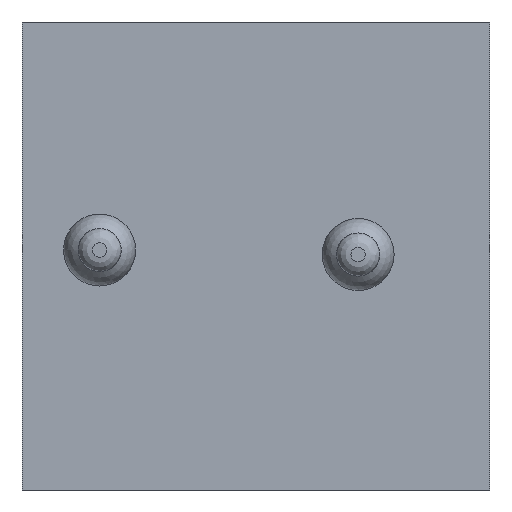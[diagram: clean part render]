
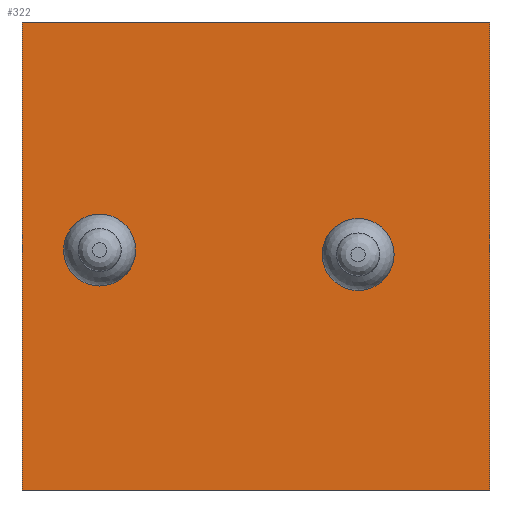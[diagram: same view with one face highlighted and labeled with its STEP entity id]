
A CAD part, front view. The second image highlights one B-rep face of the part: STEP entity #322.
In plain terms, the highlighted planar face has unit normal (0, -1, 0).
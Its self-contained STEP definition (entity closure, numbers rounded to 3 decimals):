
#17=FACE_BOUND('',#107,.T.);
#18=FACE_BOUND('',#108,.T.);
#28=PLANE('',#384);
#37=LINE('',#616,#55);
#42=LINE('',#628,#60);
#45=LINE('',#633,#63);
#46=LINE('',#635,#64);
#55=VECTOR('',#466,10.);
#60=VECTOR('',#479,10.);
#63=VECTOR('',#484,10.);
#64=VECTOR('',#487,10.);
#88=FACE_OUTER_BOUND('',#106,.T.);
#106=EDGE_LOOP('',(#292,#293,#294,#295));
#107=EDGE_LOOP('',(#296));
#108=EDGE_LOOP('',(#297));
#126=CIRCLE('',#366,0.5);
#130=CIRCLE('',#372,0.5);
#150=VERTEX_POINT('',#586);
#153=VERTEX_POINT('',#596);
#160=VERTEX_POINT('',#613);
#161=VERTEX_POINT('',#615);
#164=VERTEX_POINT('',#627);
#165=VERTEX_POINT('',#631);
#186=EDGE_CURVE('',#150,#150,#126,.T.);
#191=EDGE_CURVE('',#153,#153,#130,.T.);
#199=EDGE_CURVE('',#160,#161,#37,.T.);
#205=EDGE_CURVE('',#161,#164,#42,.T.);
#208=EDGE_CURVE('',#165,#160,#45,.T.);
#209=EDGE_CURVE('',#164,#165,#46,.T.);
#292=ORIENTED_EDGE('',*,*,#209,.F.);
#293=ORIENTED_EDGE('',*,*,#205,.F.);
#294=ORIENTED_EDGE('',*,*,#199,.F.);
#295=ORIENTED_EDGE('',*,*,#208,.F.);
#296=ORIENTED_EDGE('',*,*,#191,.T.);
#297=ORIENTED_EDGE('',*,*,#186,.T.);
#322=ADVANCED_FACE('',(#88,#17,#18),#28,.T.);
#366=AXIS2_PLACEMENT_3D('',#588,#437,#438);
#372=AXIS2_PLACEMENT_3D('',#598,#450,#451);
#384=AXIS2_PLACEMENT_3D('',#636,#488,#489);
#437=DIRECTION('center_axis',(0.,1.,0.));
#438=DIRECTION('ref_axis',(-1.,0.,0.));
#450=DIRECTION('center_axis',(0.,1.,0.));
#451=DIRECTION('ref_axis',(-1.,0.,0.));
#466=DIRECTION('',(-1.,0.,0.));
#479=DIRECTION('',(0.,0.,1.));
#484=DIRECTION('',(0.,0.,-1.));
#487=DIRECTION('',(1.,0.,0.));
#488=DIRECTION('center_axis',(0.,-1.,0.));
#489=DIRECTION('ref_axis',(0.,0.,-1.));
#586=CARTESIAN_POINT('',(-1.399,0.,-7.988));
#588=CARTESIAN_POINT('Origin',(-1.899,0.,-7.988));
#596=CARTESIAN_POINT('',(2.192,0.,-8.05));
#598=CARTESIAN_POINT('Origin',(1.692,0.,-8.05));
#613=CARTESIAN_POINT('',(3.523,0.,-11.321));
#615=CARTESIAN_POINT('',(-2.977,0.,-11.321));
#616=CARTESIAN_POINT('',(3.523,0.,-11.321));
#627=CARTESIAN_POINT('',(-2.977,0.,-4.821));
#628=CARTESIAN_POINT('',(-2.977,0.,-11.321));
#631=CARTESIAN_POINT('',(3.523,0.,-4.821));
#633=CARTESIAN_POINT('',(3.523,0.,-4.821));
#635=CARTESIAN_POINT('',(-2.977,0.,-4.821));
#636=CARTESIAN_POINT('Origin',(0.273,0.,-8.071));
